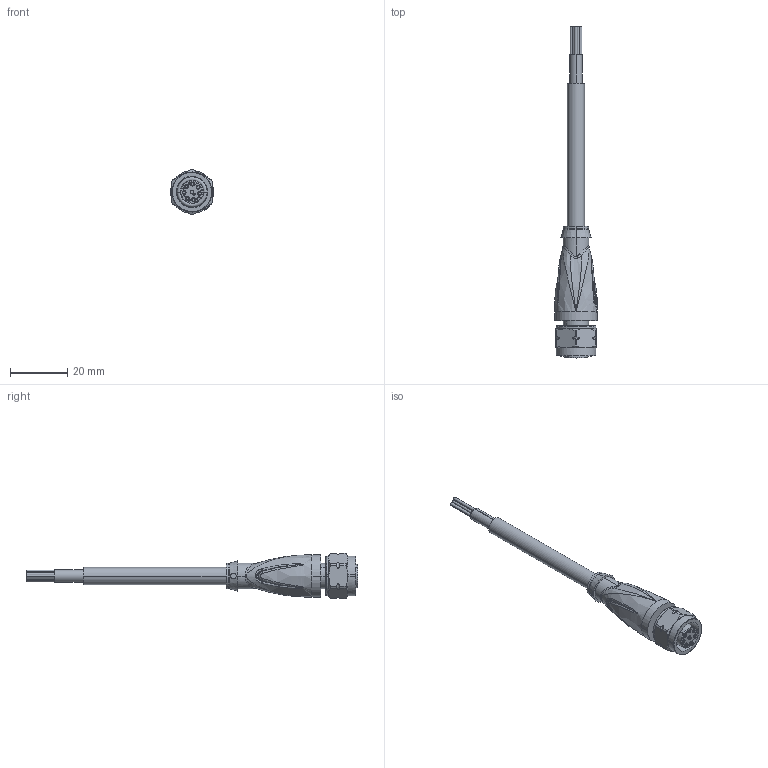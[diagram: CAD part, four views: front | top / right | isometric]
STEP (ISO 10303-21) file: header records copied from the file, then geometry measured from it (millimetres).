
FILE_DESCRIPTION(('STEP AP214'),'1');
FILE_NAME('cctmp_D1A4F6EA-120B-47CE-A580-672C81FB55D4_2022_04_27_10_50_14_0747..stp','2022-04-27T08:50:17',('KiM GmbH'),('CADClick - www.CADClick.com'),'Spatial InterOp 3D postprocessed',' ','unknown authorization');
FILE_SCHEMA(('AUTOMOTIVE_DESIGN'));
Length unit declared in the file: millimetre
Products named in the file (7): T197488_1; Connection2; Cable; Connection1; Connection1_2; Connection1_1; T197488
Assembly tree (6 placements, depth 4):
  T197488
    T197488_1
      Connection2
      Cable
      Connection1
        Connection1_2
        Connection1_1
Bounding box: 15 x 116.1 x 15.8 mm (x, y, z)
Volume: 7172.7 mm3; surface area: 5844.8 mm2
Topology: 13 solids, 13 shells, 1259 faces, 3360 edges, 2171 vertices
Faces by surface type: plane 706, cylinder 308, cone 94, bspline 89, torus 62
Entity records: 53529 total; most frequent: CARTESIAN_POINT 18218, ORIENTED_EDGE 6692, DIRECTION 6329, EDGE_CURVE 3346, LINE 2191, VECTOR 2191, VERTEX_POINT 2171, AXIS2_PLACEMENT_3D 2069
